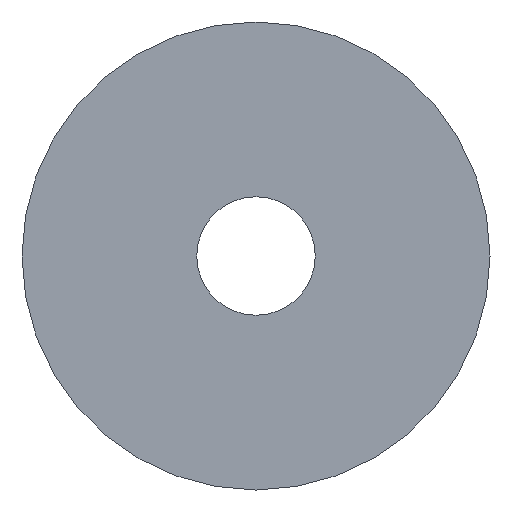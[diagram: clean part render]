
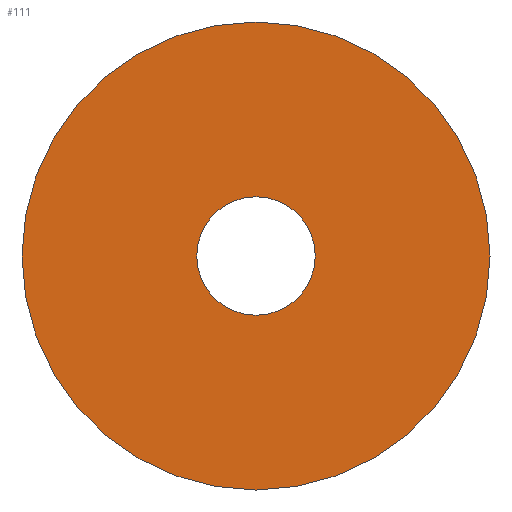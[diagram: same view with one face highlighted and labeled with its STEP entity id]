
A CAD part, front view. The second image highlights one B-rep face of the part: STEP entity #111.
In plain terms, the highlighted planar face has unit normal (0, -1, 0).
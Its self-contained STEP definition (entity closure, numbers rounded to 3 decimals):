
#29=FACE_BOUND('',#46,.T.);
#35=FACE_OUTER_BOUND('',#45,.T.);
#45=EDGE_LOOP('',(#91));
#46=EDGE_LOOP('',(#92));
#56=CIRCLE('',#148,7.9);
#57=CIRCLE('',#149,2.);
#64=VERTEX_POINT('',#210);
#65=VERTEX_POINT('',#212);
#74=EDGE_CURVE('',#64,#64,#56,.T.);
#75=EDGE_CURVE('',#65,#65,#57,.T.);
#91=ORIENTED_EDGE('',*,*,#74,.T.);
#92=ORIENTED_EDGE('',*,*,#75,.T.);
#105=PLANE('',#147);
#111=ADVANCED_FACE('',(#35,#29),#105,.F.);
#147=AXIS2_PLACEMENT_3D('',#209,#176,#177);
#148=AXIS2_PLACEMENT_3D('',#211,#178,#179);
#149=AXIS2_PLACEMENT_3D('',#213,#180,#181);
#176=DIRECTION('center_axis',(0.,1.,0.));
#177=DIRECTION('ref_axis',(0.,0.,1.));
#178=DIRECTION('center_axis',(0.,-1.,0.));
#179=DIRECTION('ref_axis',(-1.,0.,0.));
#180=DIRECTION('center_axis',(0.,1.,0.));
#181=DIRECTION('ref_axis',(1.,0.,0.));
#209=CARTESIAN_POINT('Origin',(0.,-4.575,0.));
#210=CARTESIAN_POINT('',(7.9,-4.575,0.));
#211=CARTESIAN_POINT('Origin',(0.,-4.575,0.));
#212=CARTESIAN_POINT('',(-2.,-4.575,0.));
#213=CARTESIAN_POINT('Origin',(0.,-4.575,0.));
